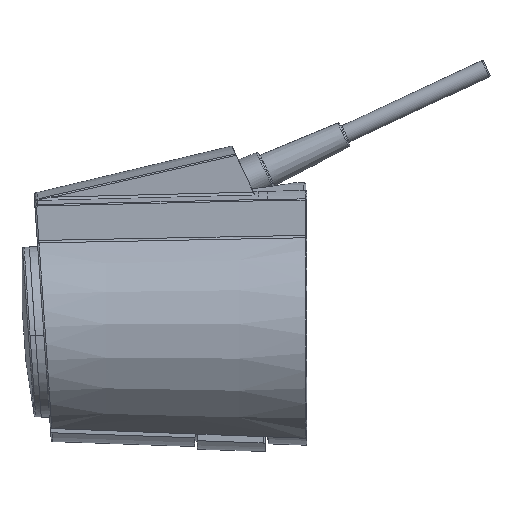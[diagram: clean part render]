
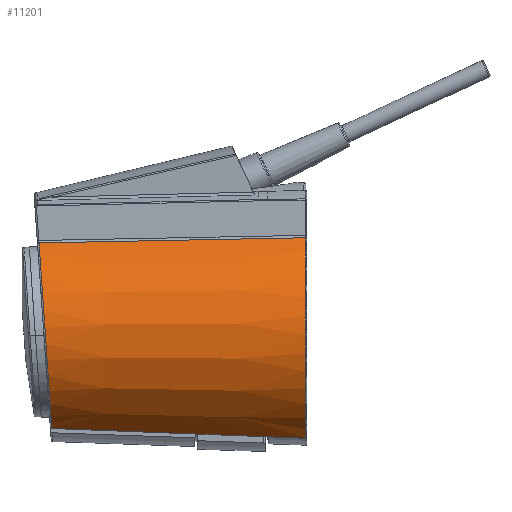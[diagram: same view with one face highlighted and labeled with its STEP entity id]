
A CAD part, left-side view. The second image highlights one B-rep face of the part: STEP entity #11201.
In plain terms, the highlighted conical face has half-angle 2 degrees and reference radius 21.314 mm.
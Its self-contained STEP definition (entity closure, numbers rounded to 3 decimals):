
#7994=CARTESIAN_POINT('',(-9.039,23.791,
-41.326));
#7995=CARTESIAN_POINT('',(-9.039,18.401,
-41.535));
#7996=CARTESIAN_POINT('',(-9.039,7.627,
-41.952));
#7997=CARTESIAN_POINT('',(-9.039,-8.52,
-42.573));
#7998=CARTESIAN_POINT('',(-9.039,-19.274,
-42.986));
#7999=CARTESIAN_POINT('',(-9.039,-24.648,
-43.191));
#8001=CARTESIAN_POINT('',(-11.264,26.236,
-5.83));
#8002=CARTESIAN_POINT('',(-12.775,26.168,
-6.821));
#8003=CARTESIAN_POINT('',(-15.532,26.004,
-9.205));
#8004=CARTESIAN_POINT('',(-18.588,25.692,
-13.739));
#8005=CARTESIAN_POINT('',(-20.35,25.335,
-18.914));
#8006=CARTESIAN_POINT('',(-20.697,24.959,
-24.37));
#8007=CARTESIAN_POINT('',(-19.604,24.59,
-29.727));
#8008=CARTESIAN_POINT('',(-17.146,24.253,
-34.611));
#8009=CARTESIAN_POINT('',(-13.555,23.977,
-38.617));
#8010=CARTESIAN_POINT('',(-10.584,23.843,
-40.569));
#8011=CARTESIAN_POINT('',(-9.039,23.791,
-41.326));
#8013=DIRECTION('',(0.034,0.999,-0.019));
#8014=VECTOR('',#8013,50.923);
#8015=CARTESIAN_POINT('',(-12.973,-24.648,
-4.848));
#8016=LINE('',#8015,#8014);
#8067=CARTESIAN_POINT('',(-0.039,-24.648,
-22.895));
#8068=DIRECTION('',(0.,-1.,0.));
#8069=DIRECTION('',(-0.583,0.,0.813));
#8070=AXIS2_PLACEMENT_3D('',#8067,#8068,#8069);
#8826=VERTEX_POINT('',#8001);
#8827=VERTEX_POINT('',#8011);
#8963=CARTESIAN_POINT('',(-12.973,-24.648,
-4.848));
#8964=VERTEX_POINT('',#8963);
#8971=VERTEX_POINT('',#7999);
#11188=CARTESIAN_POINT('',(-0.039,0.794,
-22.895));
#11189=DIRECTION('',(0.,-1.,0.));
#11190=DIRECTION('',(0.,0.,-1.));
#11191=AXIS2_PLACEMENT_3D('',#11188,#11189,#11190);
#11192=CONICAL_SURFACE('',#11191,21.314,2.);
#11193=ORIENTED_EDGE('',*,*,#9707,.F.);
#11195=ORIENTED_EDGE('',*,*,#11194,.F.);
#11196=ORIENTED_EDGE('',*,*,#11178,.F.);
#11198=ORIENTED_EDGE('',*,*,#11197,.T.);
#11199=EDGE_LOOP('',(#11193,#11195,#11196,#11198));
#11200=FACE_OUTER_BOUND('',#11199,.F.);
#11201=ADVANCED_FACE('',(#11200),#11192,.T.);
#8000=B_SPLINE_CURVE_WITH_KNOTS('',3,(#7994,#7995,#7996,#7997,#7998,#7999),
.UNSPECIFIED.,.F.,.F.,(4,1,1,4),(0.,0.333,0.667,1.),
.UNSPECIFIED.);
#8012=B_SPLINE_CURVE_WITH_KNOTS('',3,(#8001,#8002,#8003,#8004,#8005,#8006,#8007,
#8008,#8009,#8010,#8011),.UNSPECIFIED.,.F.,.F.,(4,1,1,1,1,1,1,1,4),(0.,
0.126,0.251,0.377,0.503,
0.629,0.754,0.88,1.),.UNSPECIFIED.);
#8071=CIRCLE('',#8070,22.203);
#9707=EDGE_CURVE('',#8827,#8971,#8000,.T.);
#11178=EDGE_CURVE('',#8964,#8826,#8016,.T.);
#11194=EDGE_CURVE('',#8826,#8827,#8012,.T.);
#11197=EDGE_CURVE('',#8964,#8971,#8071,.T.);
